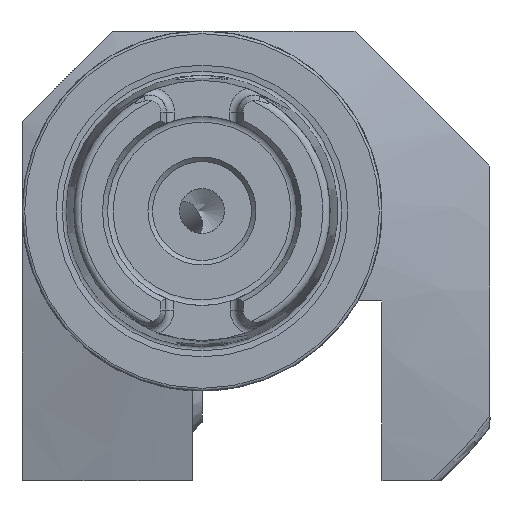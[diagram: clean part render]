
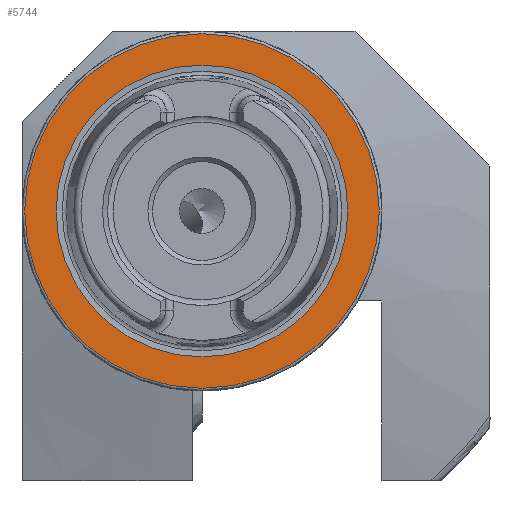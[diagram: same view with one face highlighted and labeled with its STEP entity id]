
A CAD part, left-side view. The second image highlights one B-rep face of the part: STEP entity #5744.
In plain terms, the highlighted planar face has unit normal (-1, 0, 0).
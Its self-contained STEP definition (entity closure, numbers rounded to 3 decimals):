
#186 = DIRECTION ( 'NONE',  ( -1., 0., 0. ) ) ;
#747 = EDGE_CURVE ( 'NONE', #6889, #6889, #4803, .T. ) ;
#1481 = EDGE_CURVE ( 'NONE', #1995, #1995, #3454, .T. ) ;
#1995 = VERTEX_POINT ( 'NONE', #4196 ) ;
#2405 = ORIENTED_EDGE ( 'NONE', *, *, #747, .F. ) ;
#2412 = DIRECTION ( 'NONE',  ( 0., 0., -1. ) ) ;
#2485 = AXIS2_PLACEMENT_3D ( 'NONE', #5705, #3321, #2715 ) ;
#2592 = CARTESIAN_POINT ( 'NONE',  ( 0., 0., 0. ) ) ;
#2632 = EDGE_LOOP ( 'NONE', ( #5425 ) ) ;
#2715 = DIRECTION ( 'NONE',  ( 0., 0., 1. ) ) ;
#2938 = AXIS2_PLACEMENT_3D ( 'NONE', #2592, #186, #4557 ) ;
#3063 = DIRECTION ( 'NONE',  ( 1., 0., 0. ) ) ;
#3321 = DIRECTION ( 'NONE',  ( -1., 0., 0. ) ) ;
#3454 = CIRCLE ( 'NONE', #2938, 19.7 ) ;
#4196 = CARTESIAN_POINT ( 'NONE',  ( 0., 0., 19.7 ) ) ;
#4533 = EDGE_LOOP ( 'NONE', ( #2405 ) ) ;
#4557 = DIRECTION ( 'NONE',  ( 0., 0., 1. ) ) ;
#4803 = CIRCLE ( 'NONE', #2485, 16.207 ) ;
#4846 = AXIS2_PLACEMENT_3D ( 'NONE', #6633, #3063, #2412 ) ;
#5425 = ORIENTED_EDGE ( 'NONE', *, *, #1481, .T. ) ;
#5705 = CARTESIAN_POINT ( 'NONE',  ( 0., 0., 0. ) ) ;
#5744 = ADVANCED_FACE ( 'NONE', ( #7381, #6901 ), #7828, .F. ) ;
#6633 = CARTESIAN_POINT ( 'NONE',  ( 0., 19.7, 0. ) ) ;
#6663 = CARTESIAN_POINT ( 'NONE',  ( 0., 0., 16.207 ) ) ;
#6889 = VERTEX_POINT ( 'NONE', #6663 ) ;
#6901 = FACE_OUTER_BOUND ( 'NONE', #2632, .T. ) ;
#7381 = FACE_BOUND ( 'NONE', #4533, .T. ) ;
#7828 = PLANE ( 'NONE',  #4846 ) ;
